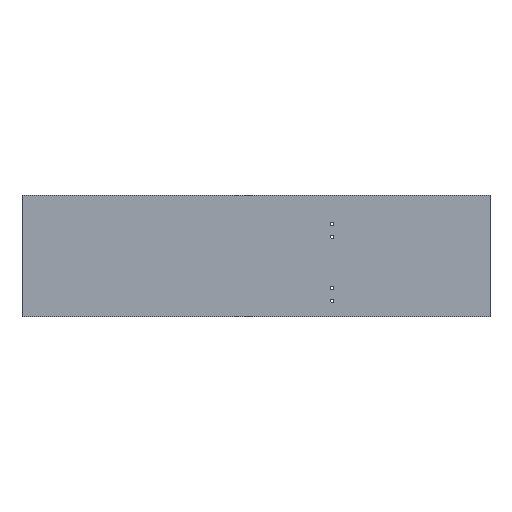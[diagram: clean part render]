
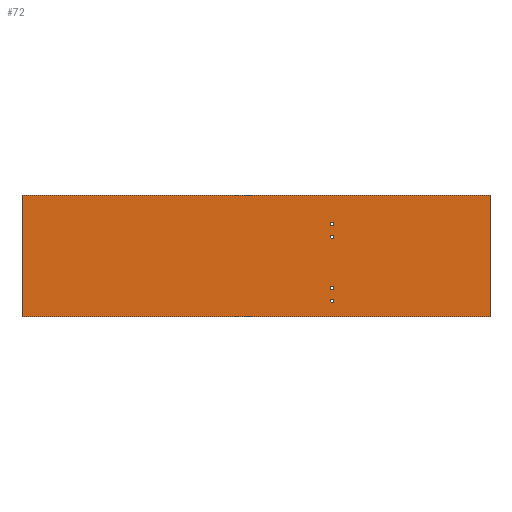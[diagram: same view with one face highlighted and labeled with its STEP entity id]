
A CAD part, top view. The second image highlights one B-rep face of the part: STEP entity #72.
In plain terms, the highlighted planar face has unit normal (0, 0, 1).
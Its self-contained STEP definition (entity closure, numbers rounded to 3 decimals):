
#72=ADVANCED_FACE('',(#175,#176,#177,#178,#179),#180,.T.);
#175=FACE_BOUND('',#310,.T.);
#176=FACE_BOUND('',#311,.T.);
#177=FACE_BOUND('',#312,.T.);
#178=FACE_BOUND('',#313,.T.);
#179=FACE_OUTER_BOUND('',#314,.T.);
#180=PLANE('',#315);
#310=EDGE_LOOP('',(#464));
#311=EDGE_LOOP('',(#465));
#312=EDGE_LOOP('',(#466));
#313=EDGE_LOOP('',(#467));
#314=EDGE_LOOP('',(#468,#469,#470,#471));
#315=AXIS2_PLACEMENT_3D('',#472,#473,#474);
#464=ORIENTED_EDGE('',*,*,#657,.T.);
#465=ORIENTED_EDGE('',*,*,#658,.T.);
#466=ORIENTED_EDGE('',*,*,#659,.T.);
#467=ORIENTED_EDGE('',*,*,#660,.T.);
#468=ORIENTED_EDGE('',*,*,#655,.F.);
#469=ORIENTED_EDGE('',*,*,#640,.F.);
#470=ORIENTED_EDGE('',*,*,#632,.F.);
#471=ORIENTED_EDGE('',*,*,#636,.F.);
#472=CARTESIAN_POINT('',(97.5,18.0,482.5));
#473=DIRECTION('',(0.0,0.0,1.0));
#474=DIRECTION('',(-1.0,0.0,0.0));
#632=EDGE_CURVE('',#718,#713,#720,.T.);
#636=EDGE_CURVE('',#724,#718,#726,.T.);
#640=EDGE_CURVE('',#713,#728,#732,.T.);
#655=EDGE_CURVE('',#728,#724,#756,.T.);
#657=EDGE_CURVE('',#758,#758,#759,.T.);
#658=EDGE_CURVE('',#760,#760,#761,.T.);
#659=EDGE_CURVE('',#762,#762,#763,.T.);
#660=EDGE_CURVE('',#764,#764,#765,.T.);
#713=VERTEX_POINT('',#833);
#718=VERTEX_POINT('',#840);
#720=LINE('',#843,#844);
#724=VERTEX_POINT('',#849);
#726=LINE('',#852,#853);
#728=VERTEX_POINT('',#855);
#732=LINE('',#861,#862);
#756=LINE('',#887,#888);
#758=VERTEX_POINT('',#890);
#759=CIRCLE('',#891,4.0);
#760=VERTEX_POINT('',#892);
#761=CIRCLE('',#893,4.0);
#762=VERTEX_POINT('',#894);
#763=CIRCLE('',#895,4.0);
#764=VERTEX_POINT('',#896);
#765=CIRCLE('',#897,4.0);
#833=CARTESIAN_POINT('',(-487.5,170.0,482.5));
#840=CARTESIAN_POINT('',(-487.5,-134.0,482.5));
#843=CARTESIAN_POINT('',(-487.5,18.0,482.5));
#844=VECTOR('',#983,1.0);
#849=CARTESIAN_POINT('',(682.5,-134.0,482.5));
#852=CARTESIAN_POINT('',(97.5,-134.0,482.5));
#853=VECTOR('',#986,1.0);
#855=CARTESIAN_POINT('',(682.5,170.0,482.5));
#861=CARTESIAN_POINT('',(97.5,170.0,482.5));
#862=VECTOR('',#989,1.0);
#887=CARTESIAN_POINT('',(682.5,18.0,482.5));
#888=VECTOR('',#1018,1.0);
#890=CARTESIAN_POINT('',(292.0,98.0,482.5));
#891=AXIS2_PLACEMENT_3D('',#1019,#1020,#1021);
#892=CARTESIAN_POINT('',(292.0,-62.0,482.5));
#893=AXIS2_PLACEMENT_3D('',#1022,#1023,#1024);
#894=CARTESIAN_POINT('',(292.0,-94.0,482.5));
#895=AXIS2_PLACEMENT_3D('',#1025,#1026,#1027);
#896=CARTESIAN_POINT('',(292.0,66.0,482.5));
#897=AXIS2_PLACEMENT_3D('',#1028,#1029,#1030);
#983=DIRECTION('',(0.0,1.0,0.0));
#986=DIRECTION('',(-1.0,0.0,0.0));
#989=DIRECTION('',(1.0,0.0,0.0));
#1018=DIRECTION('',(0.0,-1.0,0.0));
#1019=CARTESIAN_POINT('',(288.0,98.0,482.5));
#1020=DIRECTION('',(0.,0.,-1.0));
#1021=DIRECTION('',(1.0,0.,0.));
#1022=CARTESIAN_POINT('',(288.0,-62.0,482.5));
#1023=DIRECTION('',(0.,0.,-1.0));
#1024=DIRECTION('',(1.0,0.,0.));
#1025=CARTESIAN_POINT('',(288.0,-94.0,482.5));
#1026=DIRECTION('',(0.0,0.0,-1.0));
#1027=DIRECTION('',(1.0,0.0,0.0));
#1028=CARTESIAN_POINT('',(288.0,66.0,482.5));
#1029=DIRECTION('',(0.0,0.0,-1.0));
#1030=DIRECTION('',(1.0,0.0,0.0));
